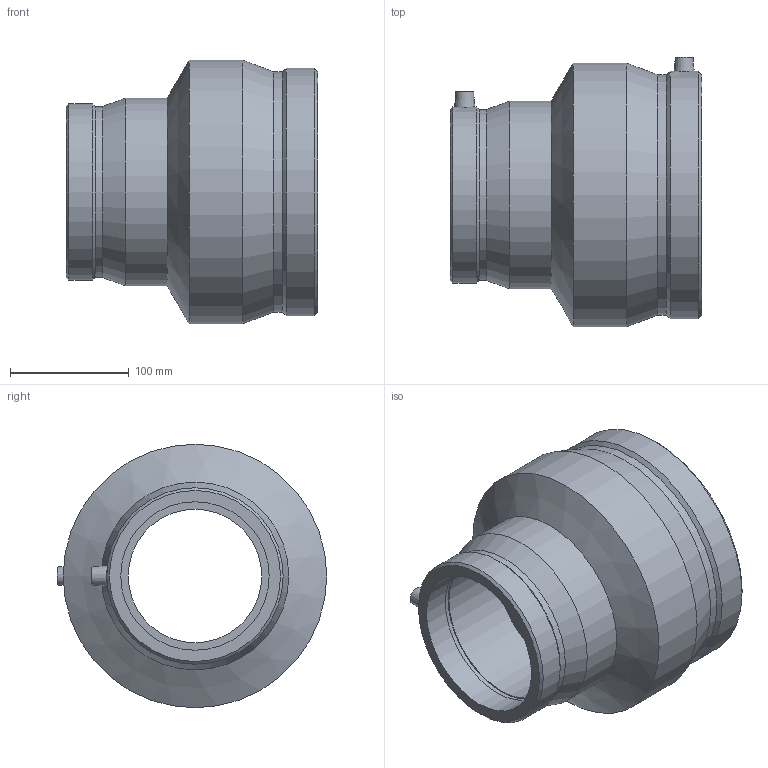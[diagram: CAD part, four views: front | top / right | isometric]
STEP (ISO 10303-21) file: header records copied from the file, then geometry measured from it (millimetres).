
FILE_DESCRIPTION(/* description */ ('PLASSON REDUCING COUPLER 180-125'),/* implementation_level */ '2;1');
FILE_NAME(/* name */ '491104180125.ipt.stp',/* time_stamp */ '2017-11-06T09:12:48+02:00',/* author */ ('KIM'),/* organization */ (''),/* preprocessor_version */ 'ST-DEVELOPER v15.6',/* originating_system */ 'Autodesk Inventor 2015',/* authorisation */ '');
FILE_SCHEMA (('AUTOMOTIVE_DESIGN { 1 0 10303 214 3 1 1 }'));
Length unit declared in the file: millimetre
Products named in the file (1): 491104180125
Bounding box: 212 x 227 x 222 mm (x, y, z)
Volume: 1939541.1 mm3; surface area: 268273.9 mm2
Topology: 1 solids, 1 shells, 39 faces, 74 edges, 45 vertices
Faces by surface type: cylinder 15, plane 12, cone 12
Full cylindrical faces by diameter (mm): 4 x2, 10 x2, 112.5 x1, 125 x2, 144.064 x1, 148.52 x1, 158 x1, 180 x2, 202.42 x1, 208.68 x1, 222 x1
Entity records: 872 total; most frequent: CARTESIAN_POINT 184, DIRECTION 154, EDGE_LOOP 78, ORIENTED_EDGE 78, AXIS2_PLACEMENT_3D 77, FACE_BOUND 39, FACE_OUTER_BOUND 39, VERTEX_POINT 39
